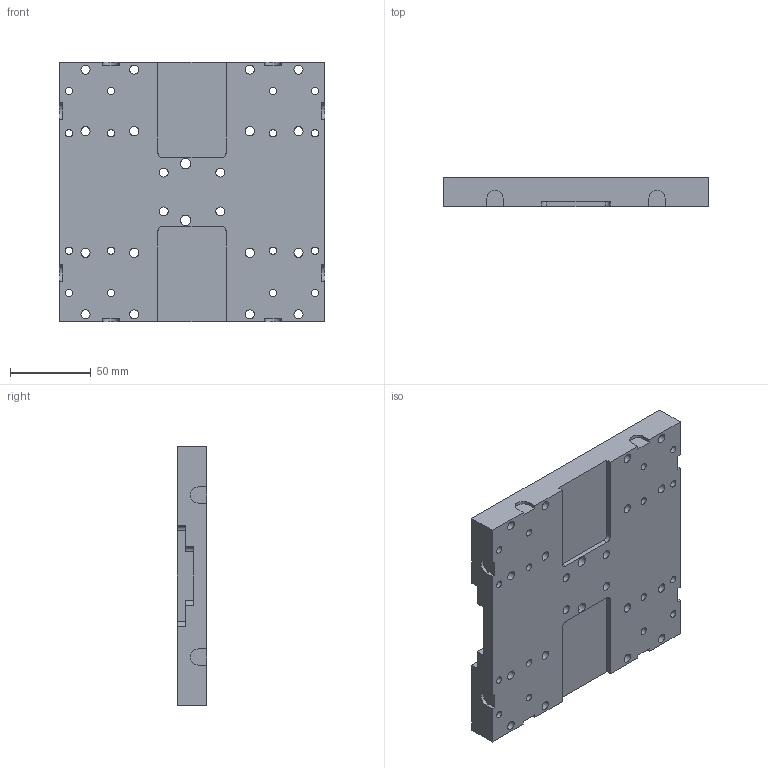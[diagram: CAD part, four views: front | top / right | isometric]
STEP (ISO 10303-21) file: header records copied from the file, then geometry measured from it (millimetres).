
FILE_DESCRIPTION(('FreeCAD Model'),'2;1');
FILE_NAME('Open CASCADE Shape Model','2025-01-11T17:54:18',(''),(''), 'Open CASCADE STEP processor 7.8','FreeCAD','Unknown');
FILE_SCHEMA(('AUTOMOTIVE_DESIGN { 1 0 10303 214 1 1 1 1 }'));
Length unit declared in the file: millimetre
Products named in the file (1): MiddlePlate
Bounding box: 164 x 18 x 160 mm (x, y, z)
Volume: 376740.7 mm3; surface area: 77323.4 mm2
Topology: 1 solids, 1 shells, 160 faces, 416 edges, 278 vertices
Faces by surface type: plane 80, cylinder 80
Full cylindrical faces by diameter (mm): 4.5 x16, 5.5 x4, 5.6 x16, 6.4 x2, 8 x16, 10 x4
Entity records: 10729 total; most frequent: CARTESIAN_POINT 2065, DIRECTION 1667, LINE 928, VECTOR 928, ORIENTED_EDGE 832, PCURVE 832, DEFINITIONAL_REPRESENTATION 832, EDGE_CURVE 416
